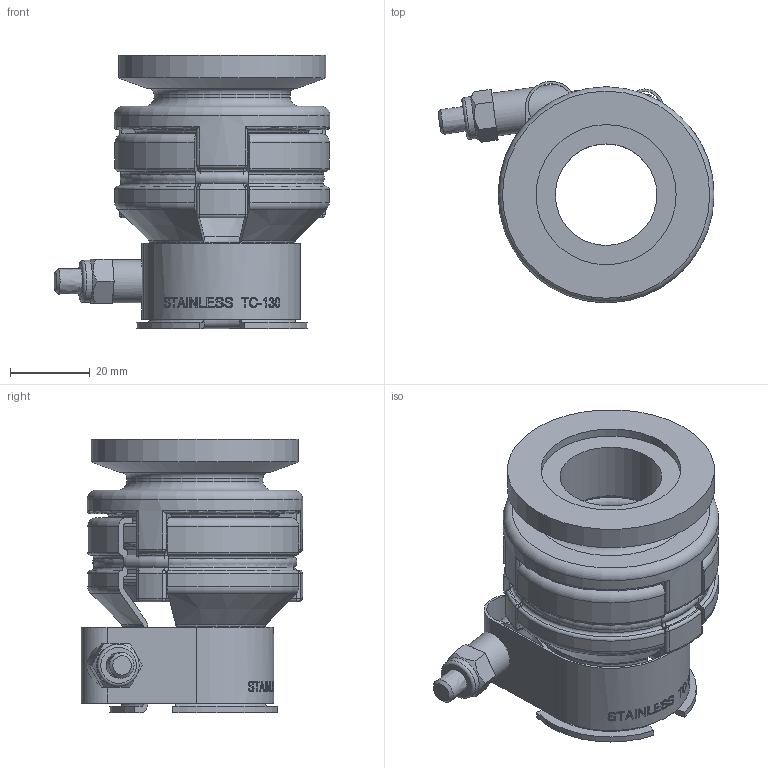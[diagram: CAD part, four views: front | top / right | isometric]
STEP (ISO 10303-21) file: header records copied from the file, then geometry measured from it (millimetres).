
FILE_DESCRIPTION(/* description */ ('1" MANIFOLD PIPE ADAPTER'),/* implementation_level */ '2;1');
FILE_NAME(/* name */ 'M100PA.stp',/* time_stamp */ '2021-03-05T16:20:45-05:00',/* author */ ('casbury'),/* organization */ (''),/* preprocessor_version */ 'ST-DEVELOPER v18.1',/* originating_system */ 'Autodesk Inventor 2021',/* authorisation */ '');
FILE_SCHEMA (('AUTOMOTIVE_DESIGN { 1 0 10303 214 3 1 1 }'));
Length unit declared in the file: inch
Products named in the file (7): M100PA; MPA1001; MPA1001X; MPA1002; TC130; DM20265E; A219
Assembly tree (10 placements, depth 3):
  M100PA
    MPA1001
      MPA1001X
    MPA1002  x3
    A219  x3
    TC130
    DM20265E
Bounding box: 69.03 x 55.42 x 68.33 mm (x, y, z)
Volume: 60596.5 mm3; surface area: 47502.6 mm2
Topology: 9 solids, 11 shells, 923 faces, 2271 edges, 1469 vertices
Faces by surface type: plane 340, cone 205, cylinder 135, bspline 116, torus 109, sphere 18
Full cylindrical faces by diameter (mm): 6.35 x1, 7.62 x1, 10.541 x1, 10.795 x2, 11.43 x1, 25.4 x1, 33.655 x4, 34.036 x1, 35.052 x1, 38.1 x1, 39.116 x3, 51.816 x1, 53.975 x1
Entity records: 33779 total; most frequent: CARTESIAN_POINT 19828, ORIENTED_EDGE 2976, DIRECTION 2645, EDGE_CURVE 1488, AXIS2_PLACEMENT_3D 1017, VERTEX_POINT 955, EDGE_LOOP 671, LINE 611
